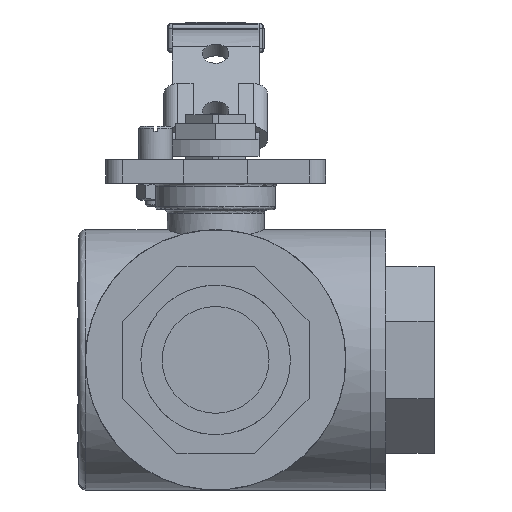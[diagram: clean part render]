
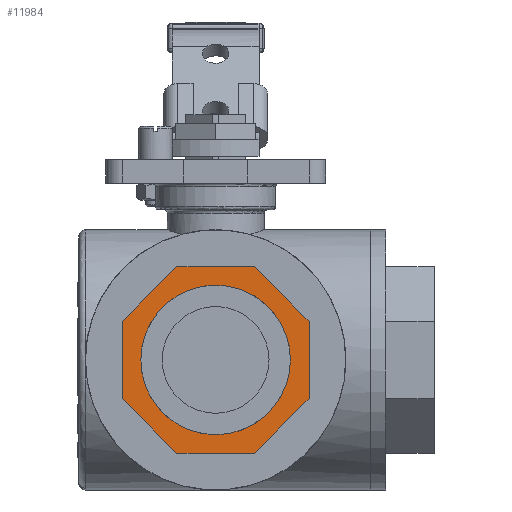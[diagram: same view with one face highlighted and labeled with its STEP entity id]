
A CAD part, left-side view. The second image highlights one B-rep face of the part: STEP entity #11984.
In plain terms, the highlighted planar face has unit normal (-1, 0, 0).
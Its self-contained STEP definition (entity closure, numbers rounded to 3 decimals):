
#11293=CARTESIAN_POINT('',(-65.5,22.423,-2.688));
#11294=VERTEX_POINT('',#11293);
#11303=CARTESIAN_POINT('',(-65.5,-22.423,-2.688));
#11304=VERTEX_POINT('',#11303);
#11305=CARTESIAN_POINT('',(-65.5,0.,-2.688));
#11306=DIRECTION('',(1.,-0.,0.));
#11307=DIRECTION('',(0.,1.,-0.));
#11308=AXIS2_PLACEMENT_3D('',#11305,#11306,#11307);
#11309=CIRCLE('',#11308,22.423);
#11310=EDGE_CURVE('',#11304,#11294,#11309,.T.);
#11312=CARTESIAN_POINT('',(-65.5,0.,-2.688));
#11313=DIRECTION('',(1.,-0.,0.));
#11314=DIRECTION('',(0.,1.,-0.));
#11315=AXIS2_PLACEMENT_3D('',#11312,#11313,#11314);
#11316=CIRCLE('',#11315,22.423);
#11317=EDGE_CURVE('',#11294,#11304,#11316,.T.);
#11732=CARTESIAN_POINT('',(-65.5,28.,-14.286));
#11733=VERTEX_POINT('',#11732);
#11740=CARTESIAN_POINT('',(-65.5,28.,8.91));
#11741=VERTEX_POINT('',#11740);
#11742=CARTESIAN_POINT('',(-65.5,28.,8.91));
#11743=DIRECTION('',(-0.,-0.,-1.));
#11744=VECTOR('',#11743,23.196);
#11745=LINE('',#11742,#11744);
#11746=EDGE_CURVE('',#11741,#11733,#11745,.T.);
#11771=CARTESIAN_POINT('',(-65.5,11.598,25.312));
#11772=VERTEX_POINT('',#11771);
#11773=CARTESIAN_POINT('',(-65.5,11.598,25.312));
#11774=DIRECTION('',(0.,0.707,-0.707));
#11775=VECTOR('',#11774,23.196);
#11776=LINE('',#11773,#11775);
#11777=EDGE_CURVE('',#11772,#11741,#11776,.T.);
#11802=CARTESIAN_POINT('',(-65.5,-11.598,25.312));
#11803=VERTEX_POINT('',#11802);
#11804=CARTESIAN_POINT('',(-65.5,-11.598,25.312));
#11805=DIRECTION('',(0.,1.,-0.));
#11806=VECTOR('',#11805,23.196);
#11807=LINE('',#11804,#11806);
#11808=EDGE_CURVE('',#11803,#11772,#11807,.T.);
#11833=CARTESIAN_POINT('',(-65.5,-28.,8.91));
#11834=VERTEX_POINT('',#11833);
#11835=CARTESIAN_POINT('',(-65.5,-28.,8.91));
#11836=DIRECTION('',(0.,0.707,0.707));
#11837=VECTOR('',#11836,23.196);
#11838=LINE('',#11835,#11837);
#11839=EDGE_CURVE('',#11834,#11803,#11838,.T.);
#11864=CARTESIAN_POINT('',(-65.5,-28.,-14.286));
#11865=VERTEX_POINT('',#11864);
#11866=CARTESIAN_POINT('',(-65.5,-28.,-14.286));
#11867=DIRECTION('',(-0.,0.,1.));
#11868=VECTOR('',#11867,23.196);
#11869=LINE('',#11866,#11868);
#11870=EDGE_CURVE('',#11865,#11834,#11869,.T.);
#11895=CARTESIAN_POINT('',(-65.5,-11.598,-30.688));
#11896=VERTEX_POINT('',#11895);
#11897=CARTESIAN_POINT('',(-65.5,-11.598,-30.688));
#11898=DIRECTION('',(-0.,-0.707,0.707));
#11899=VECTOR('',#11898,23.196);
#11900=LINE('',#11897,#11899);
#11901=EDGE_CURVE('',#11896,#11865,#11900,.T.);
#11926=CARTESIAN_POINT('',(-65.5,11.598,-30.688));
#11927=VERTEX_POINT('',#11926);
#11928=CARTESIAN_POINT('',(-65.5,11.598,-30.688));
#11929=DIRECTION('',(-0.,-1.,0.));
#11930=VECTOR('',#11929,23.196);
#11931=LINE('',#11928,#11930);
#11932=EDGE_CURVE('',#11927,#11896,#11931,.T.);
#11955=CARTESIAN_POINT('',(-65.5,28.,-14.286));
#11956=DIRECTION('',(-0.,-0.707,-0.707));
#11957=VECTOR('',#11956,23.196);
#11958=LINE('',#11955,#11957);
#11959=EDGE_CURVE('',#11733,#11927,#11958,.T.);
#11965=CARTESIAN_POINT('',(-65.5,0.,-2.688));
#11966=DIRECTION('',(-1.,0.,-0.));
#11967=DIRECTION('',(0.,1.,-0.));
#11968=AXIS2_PLACEMENT_3D('',#11965,#11966,#11967);
#11969=PLANE('',#11968);
#11970=ORIENTED_EDGE('',*,*,#11959,.T.);
#11971=ORIENTED_EDGE('',*,*,#11932,.T.);
#11972=ORIENTED_EDGE('',*,*,#11901,.T.);
#11973=ORIENTED_EDGE('',*,*,#11870,.T.);
#11974=ORIENTED_EDGE('',*,*,#11839,.T.);
#11975=ORIENTED_EDGE('',*,*,#11808,.T.);
#11976=ORIENTED_EDGE('',*,*,#11777,.T.);
#11977=ORIENTED_EDGE('',*,*,#11746,.T.);
#11978=EDGE_LOOP('',(#11970,#11971,#11972,#11973,#11974,#11975,#11976,#11977));
#11979=FACE_BOUND('',#11978,.T.);
#11980=ORIENTED_EDGE('',*,*,#11317,.T.);
#11981=ORIENTED_EDGE('',*,*,#11310,.T.);
#11982=EDGE_LOOP('',(#11980,#11981));
#11983=FACE_BOUND('',#11982,.T.);
#11984=ADVANCED_FACE('',(#11979,#11983),#11969,.T.);
